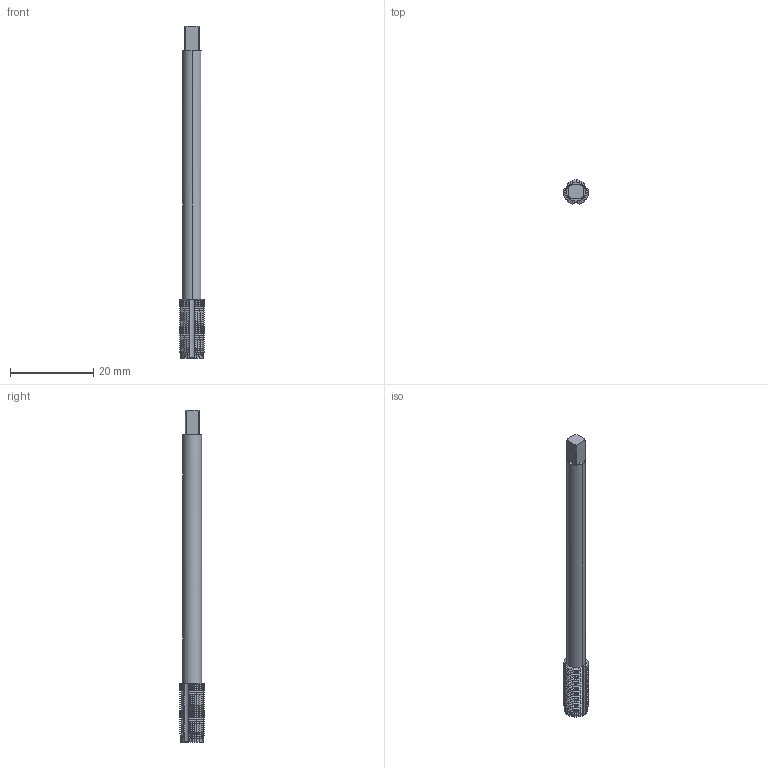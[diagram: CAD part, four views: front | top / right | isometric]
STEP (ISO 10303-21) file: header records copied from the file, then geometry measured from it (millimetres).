
FILE_DESCRIPTION(('no description'),'unknown implementation level');
FILE_NAME('solidFaM1XggDlA9DnDpNS_sxVOjpVEU_1.STP',' ',('CIM GmbH Aachen'),('CADClick - KiM GmbH - www.kimweb.de'),'unknown preprocess','ACIS','unknown authorization');
FILE_SCHEMA(('automotive_design'));
Length unit declared in the file: millimetre
Products named in the file (2): 1; 2
Bounding box: 6 x 5.89 x 80 mm (x, y, z)
Volume: 1367 mm3; surface area: 1809.5 mm2
Topology: 2 solids, 2 shells, 590 faces, 1638 edges, 1052 vertices
Faces by surface type: cone 310, cylinder 260, plane 17, torus 3
Entity records: 38925 total; most frequent: CARTESIAN_POINT 5807, STYLED_ITEM 3282, PRESENTATION_STYLE_ASSIGNMENT 3282, COLOUR_RGB 3282, ORIENTED_EDGE 3276, DIRECTION 3103, EDGE_CURVE 1638, CURVE_STYLE 1638
